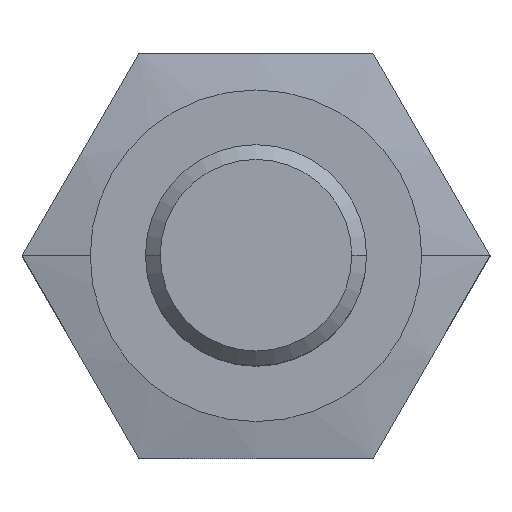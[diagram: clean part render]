
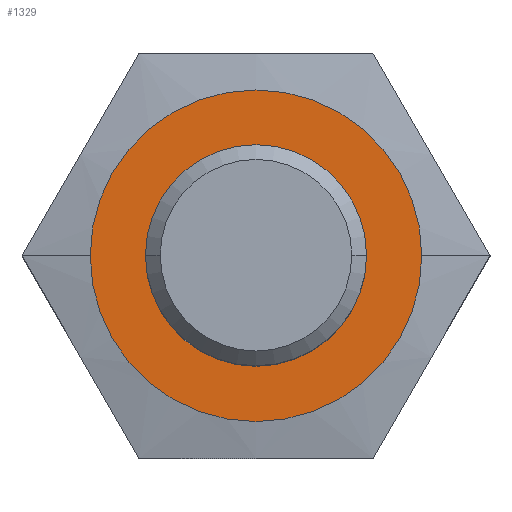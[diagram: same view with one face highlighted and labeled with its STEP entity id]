
A CAD part, top view. The second image highlights one B-rep face of the part: STEP entity #1329.
In plain terms, the highlighted planar face has unit normal (0, 0, 1).
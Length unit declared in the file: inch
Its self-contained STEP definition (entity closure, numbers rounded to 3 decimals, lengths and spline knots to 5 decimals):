
#25 = FACE_OUTER_BOUND ( 'NONE', #681, .T. ) ;
#27 = FACE_BOUND ( 'NONE', #605, .T. ) ;
#70 = CIRCLE ( 'NONE', #551, 0.05906 ) ;
#77 = CIRCLE ( 'NONE', #561, 0.08858 ) ;
#89 = CIRCLE ( 'NONE', #592, 0.05906 ) ;
#114 = CIRCLE ( 'NONE', #603, 0.08858 ) ;
#239 = ORIENTED_EDGE ( 'NONE', *, *, #1205, .T. ) ;
#249 = ORIENTED_EDGE ( 'NONE', *, *, #1050, .F. ) ;
#303 = VERTEX_POINT ( 'NONE', #1136 ) ;
#385 = VERTEX_POINT ( 'NONE', #921 ) ;
#388 = ORIENTED_EDGE ( 'NONE', *, *, #1094, .T. ) ;
#468 = AXIS2_PLACEMENT_3D ( 'NONE', #534, #536, #526 ) ;
#526 = DIRECTION ( 'NONE',  ( -1., 0., 0. ) ) ;
#531 = PLANE ( 'NONE',  #468 ) ;
#534 = CARTESIAN_POINT ( 'NONE',  ( 0.18753, 0.10827, 0.31496 ) ) ;
#536 = DIRECTION ( 'NONE',  ( 0., 0., 1. ) ) ;
#551 = AXIS2_PLACEMENT_3D ( 'NONE', #777, #775, #767 ) ;
#561 = AXIS2_PLACEMENT_3D ( 'NONE', #819, #816, #814 ) ;
#592 = AXIS2_PLACEMENT_3D ( 'NONE', #887, #886, #882 ) ;
#603 = AXIS2_PLACEMENT_3D ( 'NONE', #1001, #1000, #998 ) ;
#605 = EDGE_LOOP ( 'NONE', ( #239, #388 ) ) ;
#630 = VERTEX_POINT ( 'NONE', #710 ) ;
#681 = EDGE_LOOP ( 'NONE', ( #249, #897 ) ) ;
#710 = CARTESIAN_POINT ( 'NONE',  ( -0.05906, 0., 0.31496 ) ) ;
#767 = DIRECTION ( 'NONE',  ( 1., 0., 0. ) ) ;
#775 = DIRECTION ( 'NONE',  ( 0., 0., -1. ) ) ;
#777 = CARTESIAN_POINT ( 'NONE',  ( 0., 0., 0.31496 ) ) ;
#814 = DIRECTION ( 'NONE',  ( 1., 0., 0. ) ) ;
#816 = DIRECTION ( 'NONE',  ( 0., 0., -1. ) ) ;
#819 = CARTESIAN_POINT ( 'NONE',  ( 0., 0., 0.31496 ) ) ;
#882 = DIRECTION ( 'NONE',  ( 1., 0., 0. ) ) ;
#886 = DIRECTION ( 'NONE',  ( 0., 0., -1. ) ) ;
#887 = CARTESIAN_POINT ( 'NONE',  ( 0., 0., 0.31496 ) ) ;
#897 = ORIENTED_EDGE ( 'NONE', *, *, #1193, .F. ) ;
#921 = CARTESIAN_POINT ( 'NONE',  ( 0.08858, 0., 0.31496 ) ) ;
#998 = DIRECTION ( 'NONE',  ( 1., 0., 0. ) ) ;
#1000 = DIRECTION ( 'NONE',  ( 0., 0., -1. ) ) ;
#1001 = CARTESIAN_POINT ( 'NONE',  ( 0., 0., 0.31496 ) ) ;
#1004 = VERTEX_POINT ( 'NONE', #1109 ) ;
#1050 = EDGE_CURVE ( 'NONE', #385, #303, #114, .T. ) ;
#1094 = EDGE_CURVE ( 'NONE', #1004, #630, #89, .T. ) ;
#1109 = CARTESIAN_POINT ( 'NONE',  ( 0.05906, 0., 0.31496 ) ) ;
#1136 = CARTESIAN_POINT ( 'NONE',  ( -0.08858, 0., 0.31496 ) ) ;
#1193 = EDGE_CURVE ( 'NONE', #303, #385, #77, .T. ) ;
#1205 = EDGE_CURVE ( 'NONE', #630, #1004, #70, .T. ) ;
#1329 = ADVANCED_FACE ( 'NONE', ( #27, #25 ), #531, .T. ) ;
